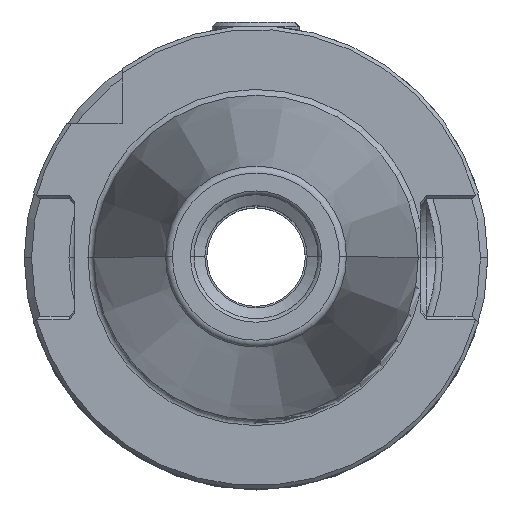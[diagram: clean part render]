
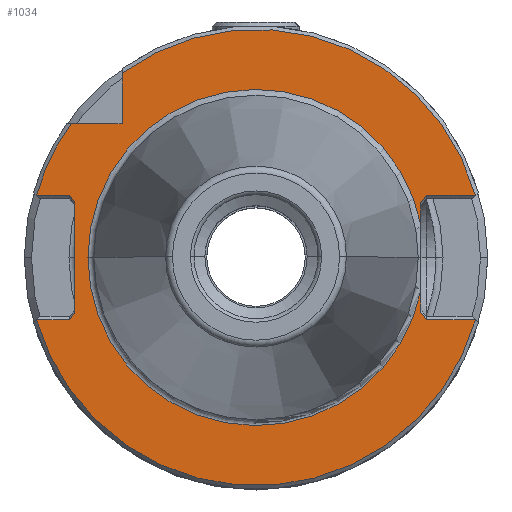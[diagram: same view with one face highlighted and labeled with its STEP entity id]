
A CAD part, top view. The second image highlights one B-rep face of the part: STEP entity #1034.
In plain terms, the highlighted planar face has unit normal (0, 0, 1).
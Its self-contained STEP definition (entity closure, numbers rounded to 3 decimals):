
#1032=EDGE_CURVE('NONE',#2198,#1924,#2957,.T.);
#1034=ADVANCED_FACE('NONE',(#2959),#2960,.T.);
#1054=EDGE_CURVE('NONE',#1238,#2752,#2982,.T.);
#1078=VERTEX_POINT('NONE',#3009);
#1156=VERTEX_POINT('NONE',#3096);
#1158=VERTEX_POINT('NONE',#3098);
#1188=EDGE_CURVE('NONE',#2518,#2198,#3133,.T.);
#1238=VERTEX_POINT('NONE',#3187);
#1248=EDGE_CURVE('NONE',#1282,#1800,#3197,.T.);
#1280=VERTEX_POINT('NONE',#3233);
#1282=VERTEX_POINT('NONE',#3235);
#1340=VERTEX_POINT('NONE',#3296);
#1548=VERTEX_POINT('NONE',#3524);
#1560=VERTEX_POINT('NONE',#3538);
#1592=VERTEX_POINT('NONE',#3572);
#1616=EDGE_CURVE('NONE',#1078,#1158,#3597,.T.);
#1642=EDGE_CURVE('NONE',#1924,#1754,#3627,.T.);
#1722=EDGE_CURVE('NONE',#1754,#1560,#3719,.T.);
#1754=VERTEX_POINT('NONE',#3754);
#1762=EDGE_CURVE('NONE',#2682,#2060,#3762,.T.);
#1800=VERTEX_POINT('NONE',#3805);
#1866=EDGE_CURVE('NONE',#1156,#1238,#3876,.T.);
#1914=EDGE_CURVE('NONE',#1340,#1280,#3931,.T.);
#1924=VERTEX_POINT('NONE',#3941);
#1972=EDGE_CURVE('NONE',#1280,#2518,#3995,.T.);
#2060=VERTEX_POINT('NONE',#4093);
#2096=EDGE_CURVE('NONE',#1560,#1592,#4133,.T.);
#2198=VERTEX_POINT('NONE',#4253);
#2200=EDGE_CURVE('NONE',#1340,#1282,#4255,.T.);
#2212=EDGE_CURVE('NONE',#1078,#1800,#4267,.T.);
#2272=EDGE_CURVE('NONE',#1156,#2060,#4332,.T.);
#2472=EDGE_CURVE('NONE',#1548,#2752,#4550,.T.);
#2490=EDGE_CURVE('NONE',#1548,#1158,#4569,.T.);
#2518=VERTEX_POINT('NONE',#4600);
#2682=VERTEX_POINT('NONE',#4776);
#2752=VERTEX_POINT('NONE',#4856);
#2784=EDGE_CURVE('NONE',#2682,#1592,#4890,.T.);
#2957=LINE('',#5133,#5134);
#2959=FACE_OUTER_BOUND('',#5136,.T.);
#2960=PLANE('',#5137);
#2982=CIRCLE('',#5177,23.025);
#3009=CARTESIAN_POINT('',(30.058,8.55,-3.2));
#3096=CARTESIAN_POINT('',(22.6,-4.403,-3.2));
#3098=CARTESIAN_POINT('',(23.35,8.55,-3.2));
#3133=LINE('',#5439,#5440);
#3187=CARTESIAN_POINT('',(-23.025,0.,-3.2));
#3197=LINE('',#5547,#5548);
#3233=CARTESIAN_POINT('',(-30.058,8.55,-3.2));
#3235=CARTESIAN_POINT('',(-18.35,18.35,-3.2));
#3296=CARTESIAN_POINT('',(-25.295,18.35,-3.2));
#3524=CARTESIAN_POINT('',(22.6,7.489,-3.2));
#3538=CARTESIAN_POINT('',(-30.058,-8.55,-3.2));
#3572=CARTESIAN_POINT('',(30.058,-8.55,-3.2));
#3597=LINE('',#6177,#6178);
#3627=LINE('',#6230,#6231);
#3719=LINE('',#6368,#6369);
#3754=CARTESIAN_POINT('',(-25.55,-8.55,-3.2));
#3762=LINE('',#6426,#6427);
#3805=CARTESIAN_POINT('',(-18.35,25.295,-3.2));
#3876=CIRCLE('',#6632,23.025);
#3931=CIRCLE('',#6708,31.25);
#3941=CARTESIAN_POINT('',(-24.8,-7.489,-3.2));
#3995=LINE('',#6783,#6784);
#4093=CARTESIAN_POINT('',(22.6,-7.489,-3.2));
#4133=CIRCLE('',#6994,31.25);
#4253=CARTESIAN_POINT('',(-24.8,7.489,-3.2));
#4255=LINE('',#7162,#7163);
#4267=CIRCLE('',#7182,31.25);
#4332=LINE('',#7267,#7268);
#4550=LINE('',#7605,#7606);
#4569=LINE('',#7633,#7634);
#4600=CARTESIAN_POINT('',(-25.55,8.55,-3.2));
#4776=CARTESIAN_POINT('',(23.35,-8.55,-3.2));
#4856=CARTESIAN_POINT('',(22.6,4.403,-3.2));
#4890=LINE('',#8135,#8136);
#5133=CARTESIAN_POINT('',(-24.8,-52.225,-3.2));
#5134=VECTOR('',#8388,1000.0);
#5136=EDGE_LOOP('',(#8390,#8391,#8392,#8393,#8394,#8395,#8396,#8397,#8398,#8399,#8400,#8401,#8402,#8403,#8404,#8405,#8406,#8407));
#5137=AXIS2_PLACEMENT_3D('',#8408,#8409,#8410);
#5177=AXIS2_PLACEMENT_3D('',#8431,#8432,#8433);
#5439=CARTESIAN_POINT('',(-19.157,-0.49,-3.2));
#5440=VECTOR('',#8602,1000.0);
#5547=CARTESIAN_POINT('',(-18.35,18.35,-3.2));
#5548=VECTOR('',#8664,1000.0);
#6177=CARTESIAN_POINT('',(0.,8.55,-3.2));
#6178=VECTOR('',#9051,1000.0);
#6230=CARTESIAN_POINT('',(-19.157,0.49,-3.2));
#6231=VECTOR('',#9089,1000.0);
#6368=CARTESIAN_POINT('',(0.,-8.55,-3.2));
#6369=VECTOR('',#9207,1000.0);
#6426=CARTESIAN_POINT('',(23.114,-8.217,-3.2));
#6427=VECTOR('',#9245,1000.0);
#6632=AXIS2_PLACEMENT_3D('',#9384,#9385,#9386);
#6708=AXIS2_PLACEMENT_3D('',#9468,#9469,#9470);
#6783=CARTESIAN_POINT('',(0.,8.55,-3.2));
#6784=VECTOR('',#9551,1000.0);
#6994=AXIS2_PLACEMENT_3D('',#9705,#9706,#9707);
#7162=CARTESIAN_POINT('',(-38.35,18.35,-3.2));
#7163=VECTOR('',#9899,1000.0);
#7182=AXIS2_PLACEMENT_3D('',#9908,#9909,#9910);
#7267=CARTESIAN_POINT('',(22.6,-52.225,-3.2));
#7268=VECTOR('',#9967,1000.0);
#7605=CARTESIAN_POINT('',(22.6,-52.225,-3.2));
#7606=VECTOR('',#10184,1000.0);
#7633=CARTESIAN_POINT('',(23.114,8.217,-3.2));
#7634=VECTOR('',#10197,1000.0);
#8135=CARTESIAN_POINT('',(0.,-8.55,-3.2));
#8136=VECTOR('',#10569,1000.0);
#8388=DIRECTION('',(0.,-1.0,0.0));
#8390=ORIENTED_EDGE('',*,*,#1722,.T.);
#8391=ORIENTED_EDGE('',*,*,#2096,.T.);
#8392=ORIENTED_EDGE('',*,*,#2784,.F.);
#8393=ORIENTED_EDGE('',*,*,#1762,.T.);
#8394=ORIENTED_EDGE('',*,*,#2272,.F.);
#8395=ORIENTED_EDGE('',*,*,#1866,.T.);
#8396=ORIENTED_EDGE('',*,*,#1054,.T.);
#8397=ORIENTED_EDGE('',*,*,#2472,.F.);
#8398=ORIENTED_EDGE('',*,*,#2490,.T.);
#8399=ORIENTED_EDGE('',*,*,#1616,.F.);
#8400=ORIENTED_EDGE('',*,*,#2212,.T.);
#8401=ORIENTED_EDGE('',*,*,#1248,.F.);
#8402=ORIENTED_EDGE('',*,*,#2200,.F.);
#8403=ORIENTED_EDGE('',*,*,#1914,.T.);
#8404=ORIENTED_EDGE('',*,*,#1972,.T.);
#8405=ORIENTED_EDGE('',*,*,#1188,.T.);
#8406=ORIENTED_EDGE('',*,*,#1032,.T.);
#8407=ORIENTED_EDGE('',*,*,#1642,.T.);
#8408=CARTESIAN_POINT('',(0.,-52.225,-3.2));
#8409=DIRECTION('',(0.0,0.0,1.0));
#8410=DIRECTION('',(-1.0,0.,0.0));
#8431=CARTESIAN_POINT('',(0.0,0.0,-3.2));
#8432=DIRECTION('',(0.0,0.0,-1.0));
#8433=DIRECTION('',(-1.0,0.,0.0));
#8602=DIRECTION('',(0.577,-0.816,-0.0));
#8664=DIRECTION('',(0.,1.0,0.0));
#9051=DIRECTION('',(-1.0,0.,0.0));
#9089=DIRECTION('',(-0.577,-0.816,0.0));
#9207=DIRECTION('',(-1.0,0.,0.0));
#9245=DIRECTION('',(-0.577,0.816,0.0));
#9384=CARTESIAN_POINT('',(0.0,0.0,-3.2));
#9385=DIRECTION('',(0.0,0.0,-1.0));
#9386=DIRECTION('',(-1.0,0.,0.0));
#9468=CARTESIAN_POINT('',(0.0,0.0,-3.2));
#9469=DIRECTION('',(0.0,0.0,1.0));
#9470=DIRECTION('',(-1.0,0.,0.0));
#9551=DIRECTION('',(1.0,0.,-0.0));
#9705=CARTESIAN_POINT('',(0.0,0.0,-3.2));
#9706=DIRECTION('',(0.0,0.0,1.0));
#9707=DIRECTION('',(-1.0,0.,0.0));
#9899=DIRECTION('',(1.0,0.,0.0));
#9908=CARTESIAN_POINT('',(0.0,0.0,-3.2));
#9909=DIRECTION('',(0.0,0.0,1.0));
#9910=DIRECTION('',(-1.0,0.,0.0));
#9967=DIRECTION('',(0.,-1.0,0.0));
#10184=DIRECTION('',(0.,-1.0,0.0));
#10197=DIRECTION('',(0.577,0.816,0.0));
#10569=DIRECTION('',(1.0,0.,-0.0));
